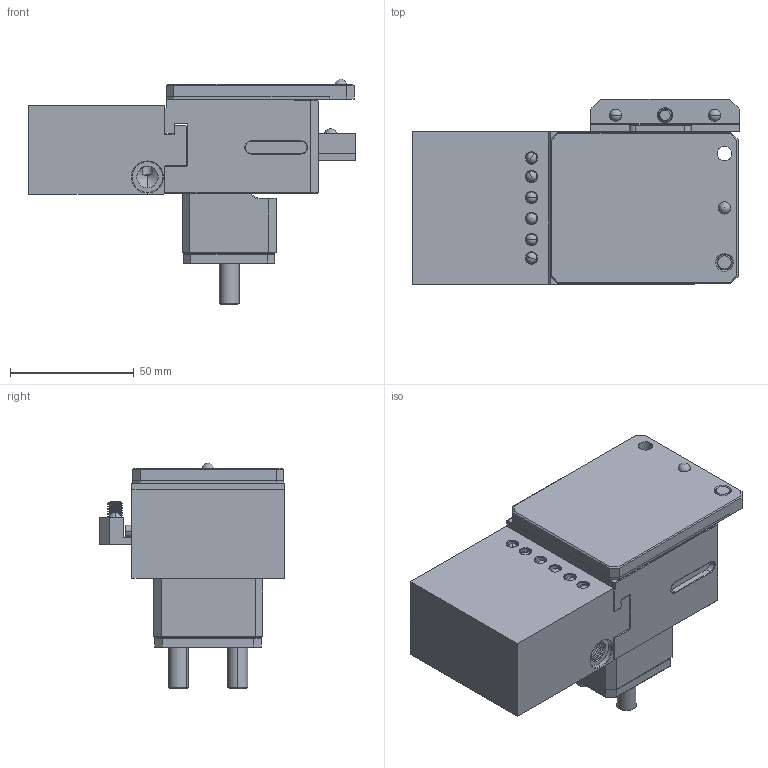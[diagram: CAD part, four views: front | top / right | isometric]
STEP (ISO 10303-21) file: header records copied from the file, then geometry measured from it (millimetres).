
FILE_DESCRIPTION (( 'STEP AP214' ), '1' );
FILE_NAME ('CR625514.STEP', '2024-07-22T12:57:16', ( '' ), ( '' ), 'SwSTEP 2.0', 'SolidWorks 2021', '' );
FILE_SCHEMA (( 'AUTOMOTIVE_DESIGN' ));
Length unit declared in the file: millimetre
Products named in the file (23): torica_3.1x1i6; CR625514; iman_6x2; Chaveta_25x5; iman_6x3; 9CS624014-D2; iman_8x4; 9CS624014-E; 9CR424509-C; 9CR000000-T_91294A239; 9CS624014-C; 9CS000000-G; Junta_tor_4x1.5; 9CR625514-B_9CS423009-sin taladro; Bola_4i5; Bola_5; iman_6x5; 9CS624014-D1_rodons; 9CS624014-A; iman_14x4; 9CS624014-T; 9CR000000-F; 9CR425009-G
Assembly tree (50 placements, depth 2):
  CR625514
    9CS624014-A
    9CS624014-C
    9CS624014-T  x2
    9CS624014-E
    iman_6x2
    9CS624014-D1_rodons
    9CS624014-D2
    iman_14x4  x4
    iman_8x4  x4
    Bola_5  x3
    torica_3.1x1i6
    9CS000000-G
    Chaveta_25x5
    9CR625514-B_9CS423009-sin taladro
    9CR425009-G  x5
    9CR424509-C  x5
    9CR000000-F
    9CR000000-T_91294A239
    Junta_tor_4x1.5  x5
    iman_6x5
    iman_6x3  x3
    Bola_4i5  x6
Bounding box: 132 x 75 x 91.1 mm (x, y, z)
Volume: 332952.9 mm3; surface area: 100073.9 mm2
Topology: 56 solids, 56 shells, 1482 faces, 3624 edges, 2270 vertices
Faces by surface type: plane 519, cylinder 376, cone 195, bspline 193, torus 181, sphere 18
Entity records: 51211 total; most frequent: CARTESIAN_POINT 22149, ORIENTED_EDGE 5378, DIRECTION 4683, EDGE_CURVE 2689, VERTEX_POINT 1708, AXIS2_PLACEMENT_3D 1648, LINE 1387, VECTOR 1387
